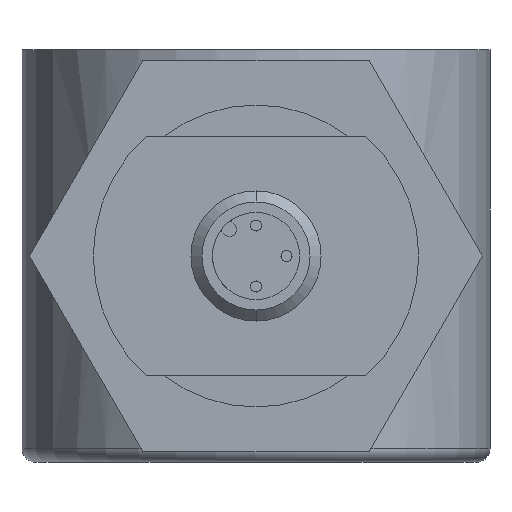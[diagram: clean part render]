
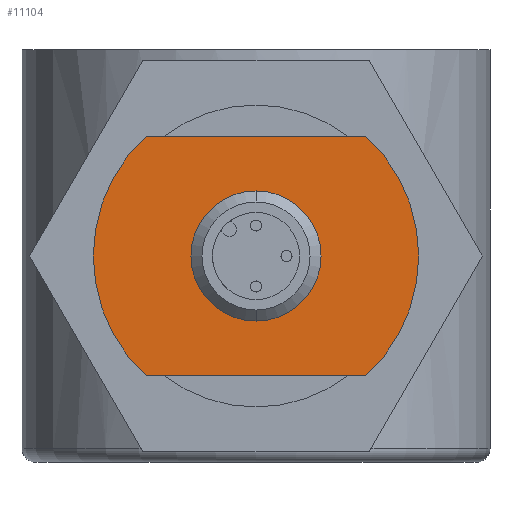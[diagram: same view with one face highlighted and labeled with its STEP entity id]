
A CAD part, front view. The second image highlights one B-rep face of the part: STEP entity #11104.
In plain terms, the highlighted planar face has unit normal (0, -1, 0).
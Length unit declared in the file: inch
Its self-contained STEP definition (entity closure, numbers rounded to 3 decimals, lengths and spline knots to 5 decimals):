
#370 = CARTESIAN_POINT ( 'NONE',  ( 0., -1.55, 0.98 ) ) ;
#623 = VERTEX_POINT ( 'NONE', #6520 ) ;
#1157 = CARTESIAN_POINT ( 'NONE',  ( 0., -1.55, 0.745 ) ) ;
#1274 = DIRECTION ( 'NONE',  ( 0., -1., 0. ) ) ;
#1495 = VERTEX_POINT ( 'NONE', #7230 ) ;
#1892 = AXIS2_PLACEMENT_3D ( 'NONE', #4176, #10146, #5060 ) ;
#2051 = DIRECTION ( 'NONE',  ( 0., 0., -1. ) ) ;
#2885 = VECTOR ( 'NONE', #3965, 39.37008 ) ;
#3021 = CARTESIAN_POINT ( 'NONE',  ( 0., -1.55, 0.745 ) ) ;
#3068 = CARTESIAN_POINT ( 'NONE',  ( -0.39707, -1.55, 0.312 ) ) ;
#3163 = LINE ( 'NONE', #3068, #2885 ) ;
#3295 = VECTOR ( 'NONE', #10377, 39.37008 ) ;
#3580 = EDGE_CURVE ( 'NONE', #1495, #11098, #10420, .T. ) ;
#3602 = CARTESIAN_POINT ( 'NONE',  ( 0.39707, -1.55, 1.178 ) ) ;
#3921 = DIRECTION ( 'NONE',  ( 0., 0., 1. ) ) ;
#3965 = DIRECTION ( 'NONE',  ( -1., 0., 0. ) ) ;
#4072 = CARTESIAN_POINT ( 'NONE',  ( 0., -1.55, 0.745 ) ) ;
#4123 = VERTEX_POINT ( 'NONE', #8194 ) ;
#4176 = CARTESIAN_POINT ( 'NONE',  ( 0., -1.55, 0.745 ) ) ;
#4254 = CARTESIAN_POINT ( 'NONE',  ( -0.39707, -1.55, 1.178 ) ) ;
#4487 = AXIS2_PLACEMENT_3D ( 'NONE', #1157, #7328, #2051 ) ;
#4543 = EDGE_CURVE ( 'NONE', #4123, #5043, #8977, .T. ) ;
#4655 = FACE_BOUND ( 'NONE', #8236, .T. ) ;
#4953 = DIRECTION ( 'NONE',  ( 0., 0., 1. ) ) ;
#5043 = VERTEX_POINT ( 'NONE', #3602 ) ;
#5060 = DIRECTION ( 'NONE',  ( 0., 0., -1. ) ) ;
#5623 = ORIENTED_EDGE ( 'NONE', *, *, #10724, .F. ) ;
#6344 = ORIENTED_EDGE ( 'NONE', *, *, #4543, .T. ) ;
#6515 = AXIS2_PLACEMENT_3D ( 'NONE', #4072, #10054, #4953 ) ;
#6520 = CARTESIAN_POINT ( 'NONE',  ( -0.39707, -1.55, 0.312 ) ) ;
#6556 = CARTESIAN_POINT ( 'NONE',  ( 0., -1.55, 0.745 ) ) ;
#6711 = FACE_OUTER_BOUND ( 'NONE', #9010, .T. ) ;
#7112 = ORIENTED_EDGE ( 'NONE', *, *, #7704, .T. ) ;
#7230 = CARTESIAN_POINT ( 'NONE',  ( 0., -1.55, 0.51 ) ) ;
#7328 = DIRECTION ( 'NONE',  ( 0., -1., 0. ) ) ;
#7436 = DIRECTION ( 'NONE',  ( 0., 0., -1. ) ) ;
#7704 = EDGE_CURVE ( 'NONE', #9676, #623, #7938, .T. ) ;
#7938 = CIRCLE ( 'NONE', #4487, 0.5875 ) ;
#7969 = LINE ( 'NONE', #11108, #3295 ) ;
#8194 = CARTESIAN_POINT ( 'NONE',  ( 0.39707, -1.55, 0.312 ) ) ;
#8236 = EDGE_LOOP ( 'NONE', ( #9433, #9954 ) ) ;
#8721 = CIRCLE ( 'NONE', #9626, 0.235 ) ;
#8730 = AXIS2_PLACEMENT_3D ( 'NONE', #6556, #1274, #7436 ) ;
#8977 = CIRCLE ( 'NONE', #1892, 0.5875 ) ;
#9010 = EDGE_LOOP ( 'NONE', ( #5623, #6344, #9209, #7112 ) ) ;
#9103 = DIRECTION ( 'NONE',  ( 0., 1., 0. ) ) ;
#9209 = ORIENTED_EDGE ( 'NONE', *, *, #10989, .F. ) ;
#9245 = EDGE_CURVE ( 'NONE', #11098, #1495, #8721, .T. ) ;
#9433 = ORIENTED_EDGE ( 'NONE', *, *, #9245, .T. ) ;
#9626 = AXIS2_PLACEMENT_3D ( 'NONE', #3021, #9103, #3921 ) ;
#9676 = VERTEX_POINT ( 'NONE', #4254 ) ;
#9907 = PLANE ( 'NONE',  #8730 ) ;
#9954 = ORIENTED_EDGE ( 'NONE', *, *, #3580, .T. ) ;
#10054 = DIRECTION ( 'NONE',  ( 0., 1., 0. ) ) ;
#10146 = DIRECTION ( 'NONE',  ( 0., -1., 0. ) ) ;
#10377 = DIRECTION ( 'NONE',  ( 1., 0., 0. ) ) ;
#10420 = CIRCLE ( 'NONE', #6515, 0.235 ) ;
#10724 = EDGE_CURVE ( 'NONE', #4123, #623, #3163, .T. ) ;
#10989 = EDGE_CURVE ( 'NONE', #9676, #5043, #7969, .T. ) ;
#11098 = VERTEX_POINT ( 'NONE', #370 ) ;
#11104 = ADVANCED_FACE ( 'NONE', ( #6711, #4655 ), #9907, .T. ) ;
#11108 = CARTESIAN_POINT ( 'NONE',  ( -0.39707, -1.55, 1.178 ) ) ;
